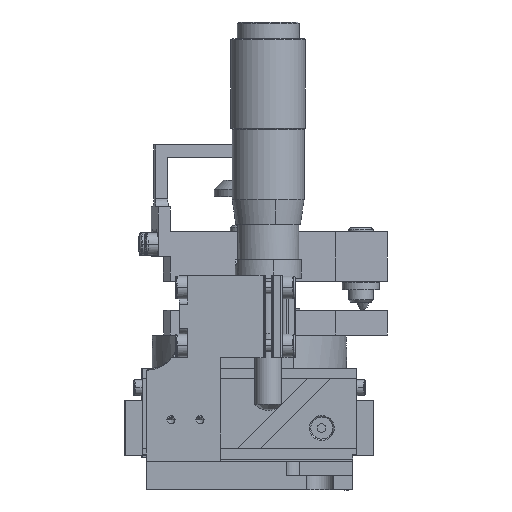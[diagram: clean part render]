
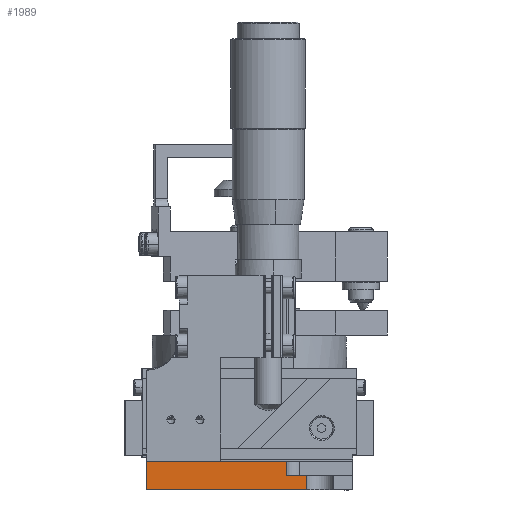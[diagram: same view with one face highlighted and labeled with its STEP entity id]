
A CAD part, left-side view. The second image highlights one B-rep face of the part: STEP entity #1989.
In plain terms, the highlighted free-form (B-spline) face has degree [1, 1] with [2, 2] control points.
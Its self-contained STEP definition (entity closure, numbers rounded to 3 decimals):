
#342=B_SPLINE_SURFACE_WITH_KNOTS('',1,1,((#57546,#57547),(#57548,#57549)),
 .UNSPECIFIED.,.F.,.F.,.F.,(2,2),(2,2),(-31.76,28.518),
(-45.704,-3.983),.UNSPECIFIED.);
#345=B_SPLINE_SURFACE_WITH_KNOTS('',1,1,((#57828,#57829),(#57830,#57831)),
 .UNSPECIFIED.,.F.,.F.,.F.,(2,2),(2,2),(-21.02,2.02),
(-3.97,0.47),.UNSPECIFIED.);
#346=B_SPLINE_SURFACE_WITH_KNOTS('',1,1,((#57832,#57833),(#57834,#57835)),
 .UNSPECIFIED.,.F.,.F.,.F.,(2,2),(2,2),(-9.845,9.631),
(-13.097,13.569),.UNSPECIFIED.);
#347=B_SPLINE_SURFACE_WITH_KNOTS('',1,1,((#57836,#57837),(#57838,#57839)),
 .UNSPECIFIED.,.F.,.F.,.F.,(2,2),(2,2),(-7.82,0.82),
(-42.745,3.995),.UNSPECIFIED.);
#351=B_SPLINE_SURFACE_WITH_KNOTS('',1,1,((#58212,#58213),(#58214,#58215)),
 .UNSPECIFIED.,.F.,.F.,.F.,(2,2),(2,2),(-3.97,0.47),
(-14.145,1.395),.UNSPECIFIED.);
#352=B_SPLINE_SURFACE_WITH_KNOTS('',1,1,((#58216,#58217),(#58218,#58219)),
 .UNSPECIFIED.,.F.,.F.,.F.,(2,2),(2,2),(-52.254,68.067),
(-31.814,28.587),.UNSPECIFIED.);
#399=B_SPLINE_SURFACE_WITH_KNOTS('',1,1,((#59226,#59227),(#59228,#59229)),
 .UNSPECIFIED.,.F.,.F.,.F.,(2,2),(2,2),(-17.817,17.223),
(-54.62,35.62),.UNSPECIFIED.);
#1989=ADVANCED_FACE('',(#3254),#347,.T.);
#3254=FACE_OUTER_BOUND('',#4581,.T.);
#4581=EDGE_LOOP('',(#8159,#8160,#8161,#8162,#8163,#8164));
#8159=ORIENTED_EDGE('',*,*,#38049,.F.);
#8160=ORIENTED_EDGE('',*,*,#38047,.F.);
#8161=ORIENTED_EDGE('',*,*,#37981,.F.);
#8162=ORIENTED_EDGE('',*,*,#38055,.T.);
#8163=ORIENTED_EDGE('',*,*,#38056,.T.);
#8164=ORIENTED_EDGE('',*,*,#38057,.T.);
#14715=PCURVE('',#342,#21384);
#14817=PCURVE('',#345,#21486);
#14822=PCURVE('',#346,#21491);
#14828=PCURVE('',#347,#21497);
#14829=PCURVE('',#347,#21498);
#14830=PCURVE('',#347,#21499);
#14831=PCURVE('',#347,#21500);
#14832=PCURVE('',#347,#21501);
#14833=PCURVE('',#347,#21502);
#14948=PCURVE('',#351,#21617);
#14958=PCURVE('',#352,#21627);
#15552=PCURVE('',#399,#22221);
#21384=DEFINITIONAL_REPRESENTATION('',(#28464),#96951);
#21486=DEFINITIONAL_REPRESENTATION('',(#28590),#96951);
#21491=DEFINITIONAL_REPRESENTATION('',(#28596),#96951);
#21497=DEFINITIONAL_REPRESENTATION('',(#28605),#96951);
#21498=DEFINITIONAL_REPRESENTATION('',(#28606),#96951);
#21499=DEFINITIONAL_REPRESENTATION('',(#28607),#96951);
#21500=DEFINITIONAL_REPRESENTATION('',(#28609),#96951);
#21501=DEFINITIONAL_REPRESENTATION('',(#28611),#96951);
#21502=DEFINITIONAL_REPRESENTATION('',(#28613),#96951);
#21617=DEFINITIONAL_REPRESENTATION('',(#28748),#96951);
#21627=DEFINITIONAL_REPRESENTATION('',(#28759),#96951);
#22221=DEFINITIONAL_REPRESENTATION('',(#29453),#96951);
#28463=B_SPLINE_CURVE_WITH_KNOTS('',1,(#68844,#68845),.UNSPECIFIED.,.F.,
 .F.,(2,2),(-34.,0.),.UNSPECIFIED.);
#28464=B_SPLINE_CURVE_WITH_KNOTS('',1,(#68846,#68847),.UNSPECIFIED.,.F.,
 .F.,(2,2),(-34.,0.),.UNSPECIFIED.);
#28589=B_SPLINE_CURVE_WITH_KNOTS('',1,(#69278,#69279),.UNSPECIFIED.,.F.,
 .F.,(2,2),(-3.5,0.),.UNSPECIFIED.);
#28590=B_SPLINE_CURVE_WITH_KNOTS('',1,(#69280,#69281),.UNSPECIFIED.,.F.,
 .F.,(2,2),(-3.5,0.),.UNSPECIFIED.);
#28595=B_SPLINE_CURVE_WITH_KNOTS('',1,(#69293,#69294),.UNSPECIFIED.,.F.,
 .F.,(2,2),(-4.75,0.),.UNSPECIFIED.);
#28596=B_SPLINE_CURVE_WITH_KNOTS('',1,(#69295,#69296),.UNSPECIFIED.,.F.,
 .F.,(2,2),(-4.75,0.),.UNSPECIFIED.);
#28605=B_SPLINE_CURVE_WITH_KNOTS('',1,(#69323,#69324),.UNSPECIFIED.,.F.,
 .F.,(2,2),(-4.75,0.),.UNSPECIFIED.);
#28606=B_SPLINE_CURVE_WITH_KNOTS('',1,(#69325,#69326),.UNSPECIFIED.,.F.,
 .F.,(2,2),(-3.5,0.),.UNSPECIFIED.);
#28607=B_SPLINE_CURVE_WITH_KNOTS('',1,(#69327,#69328),.UNSPECIFIED.,.F.,
 .F.,(2,2),(-34.,0.),.UNSPECIFIED.);
#28608=B_SPLINE_CURVE_WITH_KNOTS('',1,(#69329,#69330),.UNSPECIFIED.,.F.,
 .F.,(2,2),(-7.,0.),.UNSPECIFIED.);
#28609=B_SPLINE_CURVE_WITH_KNOTS('',1,(#69331,#69332),.UNSPECIFIED.,.F.,
 .F.,(2,2),(-7.,0.),.UNSPECIFIED.);
#28610=B_SPLINE_CURVE_WITH_KNOTS('',1,(#69333,#69334),.UNSPECIFIED.,.F.,
 .F.,(2,2),(-38.75,0.),.UNSPECIFIED.);
#28611=B_SPLINE_CURVE_WITH_KNOTS('',1,(#69335,#69336),.UNSPECIFIED.,.F.,
 .F.,(2,2),(-38.75,0.),.UNSPECIFIED.);
#28612=B_SPLINE_CURVE_WITH_KNOTS('',1,(#69337,#69338),.UNSPECIFIED.,.F.,
 .F.,(2,2),(0.,3.5),.UNSPECIFIED.);
#28613=B_SPLINE_CURVE_WITH_KNOTS('',1,(#69339,#69340),.UNSPECIFIED.,.F.,
 .F.,(2,2),(0.,3.5),.UNSPECIFIED.);
#28748=B_SPLINE_CURVE_WITH_KNOTS('',1,(#69768,#69769),.UNSPECIFIED.,.F.,
 .F.,(2,2),(0.,3.5),.UNSPECIFIED.);
#28759=B_SPLINE_CURVE_WITH_KNOTS('',1,(#69800,#69801),.UNSPECIFIED.,.F.,
 .F.,(2,2),(-38.75,0.),.UNSPECIFIED.);
#29453=B_SPLINE_CURVE_WITH_KNOTS('',1,(#72156,#72157),.UNSPECIFIED.,.F.,
 .F.,(2,2),(-7.,0.),.UNSPECIFIED.);
#34506=SURFACE_CURVE('',#28463,(#14715,#14830),.PCURVE_S1.);
#34572=SURFACE_CURVE('',#28589,(#14817,#14829),.PCURVE_S1.);
#34574=SURFACE_CURVE('',#28595,(#14822,#14828),.PCURVE_S1.);
#34580=SURFACE_CURVE('',#28608,(#14831,#15552),.PCURVE_S1.);
#34581=SURFACE_CURVE('',#28610,(#14832,#14958),.PCURVE_S1.);
#34582=SURFACE_CURVE('',#28612,(#14833,#14948),.PCURVE_S1.);
#37981=EDGE_CURVE('',#43471,#43472,#34506,.T.);
#38047=EDGE_CURVE('',#43472,#43517,#34572,.T.);
#38049=EDGE_CURVE('',#43517,#43519,#34574,.T.);
#38055=EDGE_CURVE('',#43471,#43523,#34580,.T.);
#38056=EDGE_CURVE('',#43523,#43524,#34581,.T.);
#38057=EDGE_CURVE('',#43524,#43519,#34582,.T.);
#43471=VERTEX_POINT('',#62171);
#43472=VERTEX_POINT('',#62172);
#43517=VERTEX_POINT('',#62217);
#43519=VERTEX_POINT('',#62219);
#43523=VERTEX_POINT('',#62223);
#43524=VERTEX_POINT('',#62224);
#57546=CARTESIAN_POINT('',(144.482,63.066,23.051));
#57547=CARTESIAN_POINT('',(186.202,63.066,23.079));
#57548=CARTESIAN_POINT('',(144.522,63.066,-37.226));
#57549=CARTESIAN_POINT('',(186.242,63.066,-37.199));
#57828=CARTESIAN_POINT('',(146.098,67.036,-16.094));
#57829=CARTESIAN_POINT('',(146.098,62.596,-16.094));
#57830=CARTESIAN_POINT('',(169.138,67.036,-16.078));
#57831=CARTESIAN_POINT('',(169.138,62.596,-16.078));
#57832=CARTESIAN_POINT('',(145.784,66.566,-14.356));
#57833=CARTESIAN_POINT('',(172.45,66.566,-14.338));
#57834=CARTESIAN_POINT('',(145.797,66.566,-33.832));
#57835=CARTESIAN_POINT('',(172.463,66.566,-33.814));
#57836=CARTESIAN_POINT('',(148.093,62.246,21.903));
#57837=CARTESIAN_POINT('',(148.124,62.246,-24.838));
#57838=CARTESIAN_POINT('',(148.093,70.886,21.903));
#57839=CARTESIAN_POINT('',(148.124,70.886,-24.838));
#58212=CARTESIAN_POINT('',(146.726,66.096,-20.843));
#58213=CARTESIAN_POINT('',(162.266,66.096,-20.833));
#58214=CARTESIAN_POINT('',(146.726,70.536,-20.843));
#58215=CARTESIAN_POINT('',(162.266,70.536,-20.833));
#58216=CARTESIAN_POINT('',(137.932,70.066,23.101));
#58217=CARTESIAN_POINT('',(137.972,70.066,-37.299));
#58218=CARTESIAN_POINT('',(258.252,70.066,23.181));
#58219=CARTESIAN_POINT('',(258.292,70.066,-37.219));
#59226=CARTESIAN_POINT('',(140.475,73.086,17.902));
#59227=CARTESIAN_POINT('',(230.715,73.086,17.963));
#59228=CARTESIAN_POINT('',(140.475,38.046,17.902));
#59229=CARTESIAN_POINT('',(230.715,38.046,17.963));
#62171=CARTESIAN_POINT('',(148.095,63.066,17.908));
#62172=CARTESIAN_POINT('',(148.118,63.066,-16.092));
#62217=CARTESIAN_POINT('',(148.118,66.566,-16.092));
#62219=CARTESIAN_POINT('',(148.121,66.566,-20.842));
#62223=CARTESIAN_POINT('',(148.095,70.066,17.908));
#62224=CARTESIAN_POINT('',(148.121,70.066,-20.842));
#68844=CARTESIAN_POINT('',(148.095,63.066,17.908));
#68845=CARTESIAN_POINT('',(148.118,63.066,-16.092));
#68846=CARTESIAN_POINT('',(-26.614,-42.094));
#68847=CARTESIAN_POINT('',(7.386,-42.094));
#69278=CARTESIAN_POINT('',(148.118,63.066,-16.092));
#69279=CARTESIAN_POINT('',(148.118,66.566,-16.092));
#69280=CARTESIAN_POINT('',(-19.,0.));
#69281=CARTESIAN_POINT('',(-19.,-3.5));
#69293=CARTESIAN_POINT('',(148.118,66.566,-16.092));
#69294=CARTESIAN_POINT('',(148.121,66.566,-20.842));
#69295=CARTESIAN_POINT('',(-8.107,-10.764));
#69296=CARTESIAN_POINT('',(-3.357,-10.764));
#69323=CARTESIAN_POINT('',(-3.5,-4.75));
#69324=CARTESIAN_POINT('',(-3.5,0.));
#69325=CARTESIAN_POINT('',(-7.,-4.75));
#69326=CARTESIAN_POINT('',(-3.5,-4.75));
#69327=CARTESIAN_POINT('',(-7.,-38.75));
#69328=CARTESIAN_POINT('',(-7.,-4.75));
#69329=CARTESIAN_POINT('',(148.095,63.066,17.908));
#69330=CARTESIAN_POINT('',(148.095,70.066,17.908));
#69331=CARTESIAN_POINT('',(-7.,-38.75));
#69332=CARTESIAN_POINT('',(0.,-38.75));
#69333=CARTESIAN_POINT('',(148.095,70.066,17.908));
#69334=CARTESIAN_POINT('',(148.121,70.066,-20.842));
#69335=CARTESIAN_POINT('',(0.,-38.75));
#69336=CARTESIAN_POINT('',(0.,0.));
#69337=CARTESIAN_POINT('',(148.121,70.066,-20.842));
#69338=CARTESIAN_POINT('',(148.121,66.566,-20.842));
#69339=CARTESIAN_POINT('',(0.,0.));
#69340=CARTESIAN_POINT('',(-3.5,0.));
#69768=CARTESIAN_POINT('',(0.,-12.75));
#69769=CARTESIAN_POINT('',(-3.5,-12.75));
#69800=CARTESIAN_POINT('',(-42.094,-26.614));
#69801=CARTESIAN_POINT('',(-42.094,12.136));
#72156=CARTESIAN_POINT('',(-7.797,-47.));
#72157=CARTESIAN_POINT('',(-14.797,-47.));
#96951=(
GEOMETRIC_REPRESENTATION_CONTEXT(2)
PARAMETRIC_REPRESENTATION_CONTEXT()
REPRESENTATION_CONTEXT('pspace','')
);
